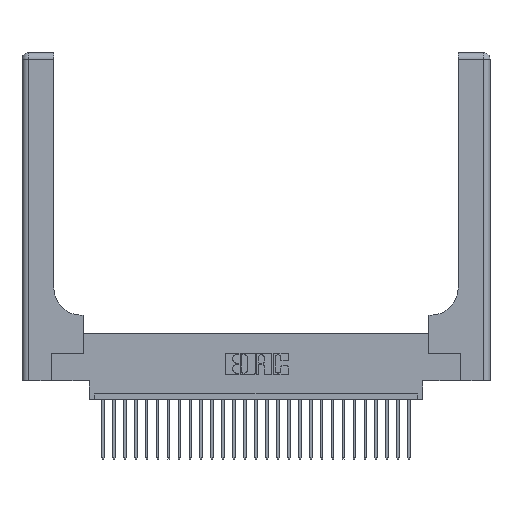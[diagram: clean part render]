
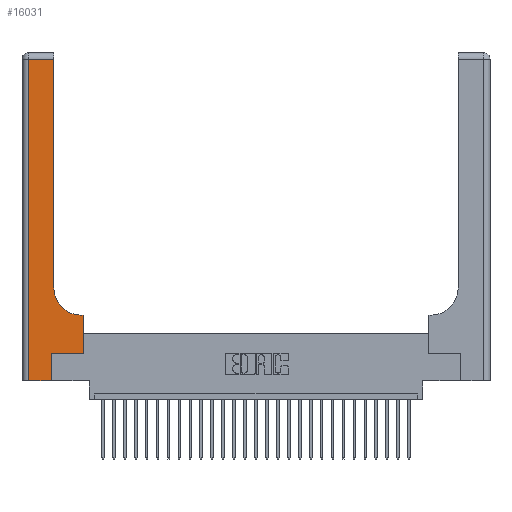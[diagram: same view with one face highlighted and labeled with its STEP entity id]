
A CAD part, top view. The second image highlights one B-rep face of the part: STEP entity #16031.
In plain terms, the highlighted planar face has unit normal (0, 0, 1).
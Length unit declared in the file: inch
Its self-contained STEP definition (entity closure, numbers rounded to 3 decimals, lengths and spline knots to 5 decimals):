
#1395 = VERTEX_POINT ( 'NONE', #2413 ) ;
#1427 = LINE ( 'NONE', #5861, #17815 ) ;
#2413 = CARTESIAN_POINT ( 'NONE',  ( 0.2915, 0.85, 0.37 ) ) ;
#2854 = EDGE_CURVE ( 'NONE', #20783, #24840, #6030, .T. ) ;
#2991 = CARTESIAN_POINT ( 'NONE',  ( 0.06, 3., 0.37 ) ) ;
#3089 = DIRECTION ( 'NONE',  ( 0., -1., 0. ) ) ;
#3141 = CARTESIAN_POINT ( 'NONE',  ( 0.269, 0., 0.37 ) ) ;
#3599 = CARTESIAN_POINT ( 'NONE',  ( 0.06, 2.94, 0.37 ) ) ;
#4515 = LINE ( 'NONE', #2991, #11174 ) ;
#4658 = DIRECTION ( 'NONE',  ( -1., 0., 0. ) ) ;
#4736 = ORIENTED_EDGE ( 'NONE', *, *, #2854, .T. ) ;
#4944 = VERTEX_POINT ( 'NONE', #21801 ) ;
#5395 = DIRECTION ( 'NONE',  ( 0., 1., 0. ) ) ;
#5861 = CARTESIAN_POINT ( 'NONE',  ( 0., 0., 0.37 ) ) ;
#5881 = CARTESIAN_POINT ( 'NONE',  ( 0.2915, 0.6, 0.37 ) ) ;
#6030 = LINE ( 'NONE', #16139, #19271 ) ;
#6772 = LINE ( 'NONE', #22648, #14787 ) ;
#7620 = LINE ( 'NONE', #20824, #25737 ) ;
#7673 = DIRECTION ( 'NONE',  ( 1., 0., 0. ) ) ;
#8442 = VECTOR ( 'NONE', #17903, 39.37008 ) ;
#10586 = EDGE_CURVE ( 'NONE', #15812, #26196, #28260, .T. ) ;
#10789 = ORIENTED_EDGE ( 'NONE', *, *, #27845, .T. ) ;
#10915 = CARTESIAN_POINT ( 'NONE',  ( 0.269, 0., 0.37 ) ) ;
#10951 = ORIENTED_EDGE ( 'NONE', *, *, #16151, .T. ) ;
#11174 = VECTOR ( 'NONE', #3089, 39.37008 ) ;
#12151 = ORIENTED_EDGE ( 'NONE', *, *, #19475, .T. ) ;
#12609 = DIRECTION ( 'NONE',  ( 1., 0., 0. ) ) ;
#13483 = DIRECTION ( 'NONE',  ( 1., 0., 0. ) ) ;
#14205 = DIRECTION ( 'NONE',  ( 0., 0., -1. ) ) ;
#14359 = LINE ( 'NONE', #5881, #8442 ) ;
#14425 = DIRECTION ( 'NONE',  ( -1., 0., 0. ) ) ;
#14441 = AXIS2_PLACEMENT_3D ( 'NONE', #21007, #14205, #7673 ) ;
#14683 = AXIS2_PLACEMENT_3D ( 'NONE', #22596, #15744, #4658 ) ;
#14786 = VERTEX_POINT ( 'NONE', #3599 ) ;
#14787 = VECTOR ( 'NONE', #13483, 39.37008 ) ;
#14821 = EDGE_LOOP ( 'NONE', ( #10951, #21748, #17356, #12151, #16472, #10789, #4736, #18269, #22001 ) ) ;
#14964 = CARTESIAN_POINT ( 'NONE',  ( 0.5585, 0.25, 0.37 ) ) ;
#15494 = CARTESIAN_POINT ( 'NONE',  ( 0.5415, 0.6, 0.37 ) ) ;
#15744 = DIRECTION ( 'NONE',  ( 0., 0., -1. ) ) ;
#15812 = VERTEX_POINT ( 'NONE', #10915 ) ;
#16031 = ADVANCED_FACE ( 'NONE', ( #27821 ), #17973, .F. ) ;
#16139 = CARTESIAN_POINT ( 'NONE',  ( 0.5585, 0.25, 0.37 ) ) ;
#16151 = EDGE_CURVE ( 'NONE', #1395, #4944, #7620, .T. ) ;
#16231 = DIRECTION ( 'NONE',  ( 0., 1., 0. ) ) ;
#16472 = ORIENTED_EDGE ( 'NONE', *, *, #10586, .T. ) ;
#16627 = CARTESIAN_POINT ( 'NONE',  ( 0.5585, 0.6, 0.37 ) ) ;
#16645 = VERTEX_POINT ( 'NONE', #15494 ) ;
#17356 = ORIENTED_EDGE ( 'NONE', *, *, #23817, .T. ) ;
#17434 = CIRCLE ( 'NONE', #14441, 0.25 ) ;
#17616 = CARTESIAN_POINT ( 'NONE',  ( 0.269, 0.25, 0.37 ) ) ;
#17815 = VECTOR ( 'NONE', #12609, 39.37008 ) ;
#17903 = DIRECTION ( 'NONE',  ( -1., 0., 0. ) ) ;
#17973 = PLANE ( 'NONE',  #14683 ) ;
#18269 = ORIENTED_EDGE ( 'NONE', *, *, #19917, .T. ) ;
#18471 = VECTOR ( 'NONE', #5395, 39.37008 ) ;
#18975 = LINE ( 'NONE', #25349, #20067 ) ;
#19271 = VECTOR ( 'NONE', #25025, 39.37008 ) ;
#19475 = EDGE_CURVE ( 'NONE', #20094, #15812, #1427, .T. ) ;
#19917 = EDGE_CURVE ( 'NONE', #24840, #16645, #14359, .T. ) ;
#20067 = VECTOR ( 'NONE', #14425, 39.37008 ) ;
#20094 = VERTEX_POINT ( 'NONE', #21631 ) ;
#20783 = VERTEX_POINT ( 'NONE', #14964 ) ;
#20824 = CARTESIAN_POINT ( 'NONE',  ( 0.2915, 3., 0.37 ) ) ;
#21007 = CARTESIAN_POINT ( 'NONE',  ( 0.5415, 0.85, 0.37 ) ) ;
#21631 = CARTESIAN_POINT ( 'NONE',  ( 0.06, 0., 0.37 ) ) ;
#21748 = ORIENTED_EDGE ( 'NONE', *, *, #26455, .T. ) ;
#21801 = CARTESIAN_POINT ( 'NONE',  ( 0.2915, 2.94, 0.37 ) ) ;
#22001 = ORIENTED_EDGE ( 'NONE', *, *, #22706, .T. ) ;
#22596 = CARTESIAN_POINT ( 'NONE',  ( 0., 3., 0.37 ) ) ;
#22648 = CARTESIAN_POINT ( 'NONE',  ( 0.269, 0.25, 0.37 ) ) ;
#22706 = EDGE_CURVE ( 'NONE', #16645, #1395, #17434, .T. ) ;
#23817 = EDGE_CURVE ( 'NONE', #14786, #20094, #4515, .T. ) ;
#24840 = VERTEX_POINT ( 'NONE', #16627 ) ;
#25025 = DIRECTION ( 'NONE',  ( 0., 1., 0. ) ) ;
#25349 = CARTESIAN_POINT ( 'NONE',  ( 0., 2.94, 0.37 ) ) ;
#25737 = VECTOR ( 'NONE', #16231, 39.37008 ) ;
#26196 = VERTEX_POINT ( 'NONE', #17616 ) ;
#26455 = EDGE_CURVE ( 'NONE', #4944, #14786, #18975, .T. ) ;
#27821 = FACE_OUTER_BOUND ( 'NONE', #14821, .T. ) ;
#27845 = EDGE_CURVE ( 'NONE', #26196, #20783, #6772, .T. ) ;
#28260 = LINE ( 'NONE', #3141, #18471 ) ;
